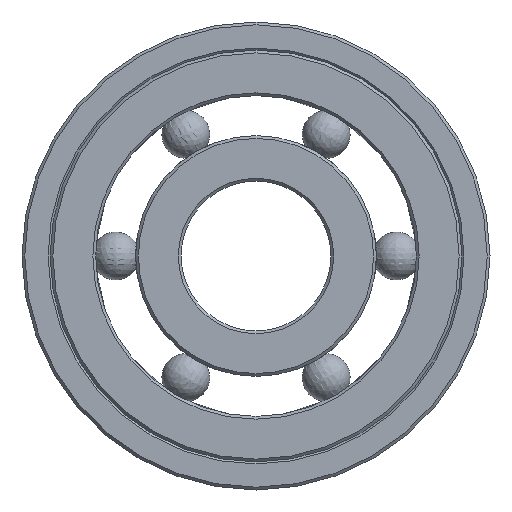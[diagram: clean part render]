
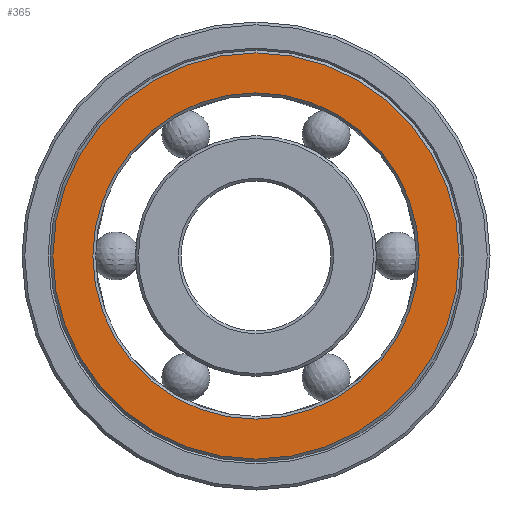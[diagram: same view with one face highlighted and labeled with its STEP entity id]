
A CAD part, left-side view. The second image highlights one B-rep face of the part: STEP entity #365.
In plain terms, the highlighted planar face has unit normal (-1, 0, 0).
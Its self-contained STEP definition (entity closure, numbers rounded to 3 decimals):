
#22=PLANE('',#406);
#35=FACE_OUTER_BOUND('',#165,.T.);
#57=CIRCLE('',#405,8.717);
#58=CIRCLE('',#407,10.85);
#109=FACE_BOUND('',#166,.T.);
#165=EDGE_LOOP('',(#313));
#166=EDGE_LOOP('',(#314));
#229=VERTEX_POINT('',#1036);
#230=VERTEX_POINT('',#1039);
#263=EDGE_CURVE('',#229,#229,#57,.T.);
#264=EDGE_CURVE('',#230,#230,#58,.T.);
#313=ORIENTED_EDGE('',*,*,#264,.F.);
#314=ORIENTED_EDGE('',*,*,#263,.T.);
#365=ADVANCED_FACE('',(#35,#109),#22,.T.);
#405=AXIS2_PLACEMENT_3D('',#1037,#483,#484);
#406=AXIS2_PLACEMENT_3D('',#1038,#485,#486);
#407=AXIS2_PLACEMENT_3D('',#1040,#487,#488);
#483=DIRECTION('center_axis',(1.,0.,0.));
#484=DIRECTION('ref_axis',(0.,0.,-1.));
#485=DIRECTION('center_axis',(-1.,0.,0.));
#486=DIRECTION('ref_axis',(0.,0.,1.));
#487=DIRECTION('center_axis',(1.,0.,0.));
#488=DIRECTION('ref_axis',(0.,0.,-1.));
#1036=CARTESIAN_POINT('',(-7.,8.717,0.));
#1037=CARTESIAN_POINT('Origin',(-7.,0.,0.));
#1038=CARTESIAN_POINT('Origin',(-7.,10.85,0.));
#1039=CARTESIAN_POINT('',(-7.,10.85,0.));
#1040=CARTESIAN_POINT('Origin',(-7.,0.,0.));
